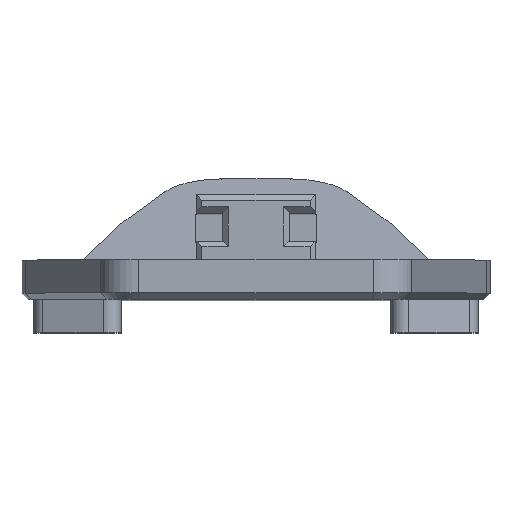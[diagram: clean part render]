
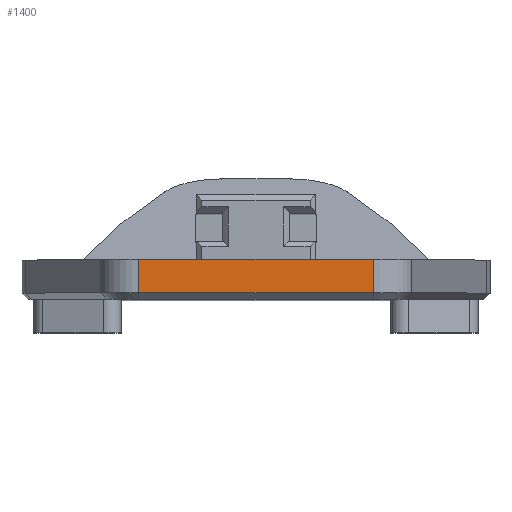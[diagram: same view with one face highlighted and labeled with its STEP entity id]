
A CAD part, top view. The second image highlights one B-rep face of the part: STEP entity #1400.
In plain terms, the highlighted planar face has unit normal (0, 0, 1).
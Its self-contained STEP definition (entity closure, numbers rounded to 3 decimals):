
#605=CARTESIAN_POINT('',(-17.732,802.04,33.));
#606=VERTEX_POINT('',#605);
#614=CARTESIAN_POINT('',(17.732,802.04,33.));
#615=VERTEX_POINT('',#614);
#616=CARTESIAN_POINT('',(17.732,802.04,33.));
#617=DIRECTION('',(-1.,-0.,0.));
#618=VECTOR('',#617,35.464);
#619=LINE('',#616,#618);
#620=EDGE_CURVE('',#615,#606,#619,.T.);
#1370=CARTESIAN_POINT('',(0.,802.04,33.));
#1371=DIRECTION('',(0.,0.,1.));
#1372=DIRECTION('',(1.,0.,0.));
#1373=AXIS2_PLACEMENT_3D('',#1370,#1371,#1372);
#1374=PLANE('',#1373);
#1375=CARTESIAN_POINT('',(-17.732,797.04,33.));
#1376=VERTEX_POINT('',#1375);
#1377=CARTESIAN_POINT('',(-17.732,802.04,33.));
#1378=DIRECTION('',(-0.,-1.,-0.));
#1379=VECTOR('',#1378,5.);
#1380=LINE('',#1377,#1379);
#1381=EDGE_CURVE('',#606,#1376,#1380,.T.);
#1382=ORIENTED_EDGE('',*,*,#1381,.T.);
#1383=CARTESIAN_POINT('',(17.732,797.04,33.));
#1384=VERTEX_POINT('',#1383);
#1385=CARTESIAN_POINT('',(-17.732,797.04,33.));
#1386=DIRECTION('',(1.,0.,-0.));
#1387=VECTOR('',#1386,35.464);
#1388=LINE('',#1385,#1387);
#1389=EDGE_CURVE('',#1376,#1384,#1388,.T.);
#1390=ORIENTED_EDGE('',*,*,#1389,.T.);
#1391=CARTESIAN_POINT('',(17.732,797.04,33.));
#1392=DIRECTION('',(0.,1.,0.));
#1393=VECTOR('',#1392,5.);
#1394=LINE('',#1391,#1393);
#1395=EDGE_CURVE('',#1384,#615,#1394,.T.);
#1396=ORIENTED_EDGE('',*,*,#1395,.T.);
#1397=ORIENTED_EDGE('',*,*,#620,.T.);
#1398=EDGE_LOOP('',(#1382,#1390,#1396,#1397));
#1399=FACE_BOUND('',#1398,.T.);
#1400=ADVANCED_FACE('',(#1399),#1374,.T.);
